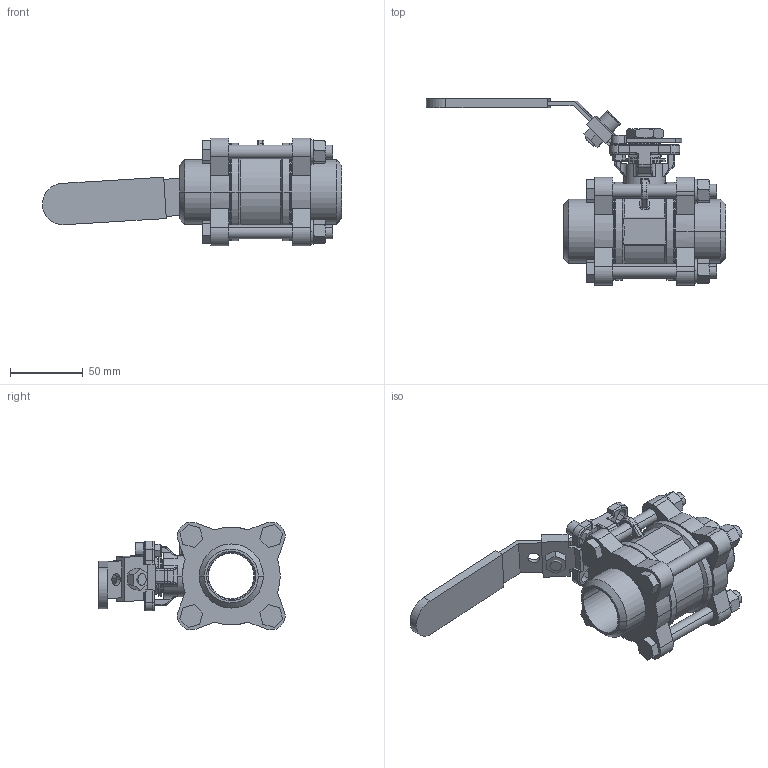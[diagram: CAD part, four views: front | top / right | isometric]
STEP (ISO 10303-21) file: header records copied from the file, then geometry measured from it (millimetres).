
FILE_DESCRIPTION (( 'STEP AP214' ), '1' );
FILE_NAME ('3700-12BW.STEP', '2017-06-21T05:06:20', ( 'rd3' ), ( '' ), 'SwSTEP 2.0', 'SolidWorks 2014', '' );
FILE_SCHEMA (( 'AUTOMOTIVE_DESIGN' ));
Length unit declared in the file: millimetre
Products named in the file (25): 3T17-10; 307-10; 307140-10; M8; 3550-14; 307013-10; 307130-10; 3T10-10; 2108-14; PB08-2A; 3507-14; 35T606-12; 3T05-10; E5MM-M06; 1204-20; 2D20-30; 3503-12; 3218-14; 305BR4-12; 0017-38S; 3071R1-12; 0016W38S; 3T15-F96S; 3T44-10; 3700-12BW
Assembly tree (38 placements, depth 3):
  3700-12BW
    3071R1-12
    305BR4-12  x2
    3503-12  x2
    1204-20
    3T05-10
    35T606-12  x2
    3507-14
    PB08-2A
    2108-14
    3T10-10  x2
    307-10
      307130-10
      307013-10
      3550-14
      M8
      307140-10
    3T17-10
    3T15-F96S  x2
    3T44-10
    0016W38S  x4
    0017-38S  x4
    3218-14  x4
    2D20-30
    E5MM-M06
Bounding box: 205.13 x 127.74 x 73.87 mm (x, y, z)
Volume: 288815.6 mm3; surface area: 144296.3 mm2
Topology: 38 solids, 38 shells, 983 faces, 2362 edges, 1459 vertices
Faces by surface type: plane 377, cylinder 348, cone 151, torus 65, bspline 38, sphere 4
Entity records: 25171 total; most frequent: CARTESIAN_POINT 7697, DIRECTION 3498, ORIENTED_EDGE 3358, EDGE_CURVE 1679, AXIS2_PLACEMENT_3D 1334, VERTEX_POINT 1036, LINE 830, VECTOR 830
